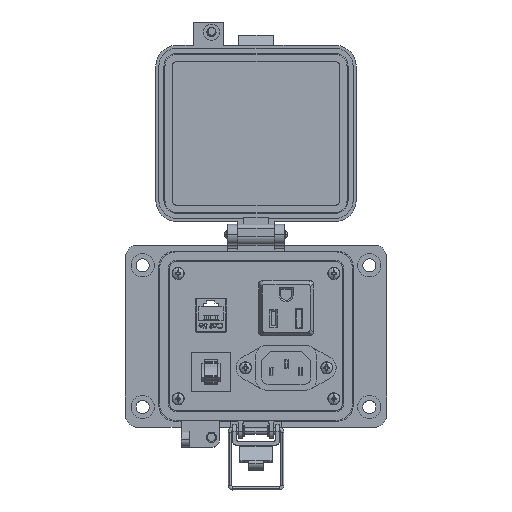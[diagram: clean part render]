
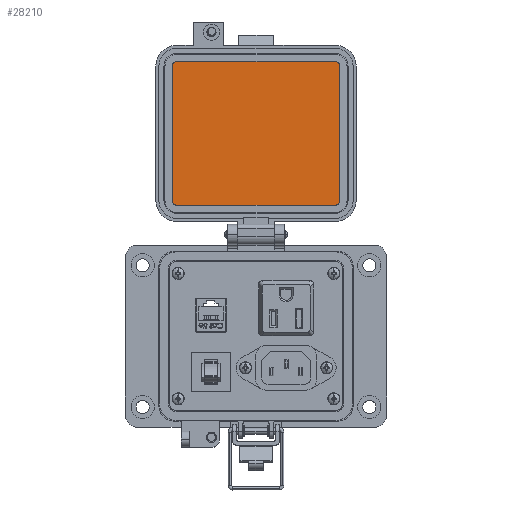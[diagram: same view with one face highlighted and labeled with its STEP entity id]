
A CAD part, top view. The second image highlights one B-rep face of the part: STEP entity #28210.
In plain terms, the highlighted planar face has unit normal (0, 0, 1).
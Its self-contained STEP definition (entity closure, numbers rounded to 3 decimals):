
#1972 = CARTESIAN_POINT ( 'NONE',  ( -3.279, 128.688, 19.202 ) ) ;
#2921 = VERTEX_POINT ( 'NONE', #34027 ) ;
#3914 = EDGE_CURVE ( 'NONE', #25180, #2921, #14377, .T. ) ;
#4046 = DIRECTION ( 'NONE',  ( 0., 1., 0. ) ) ;
#5522 = ORIENTED_EDGE ( 'NONE', *, *, #14950, .F. ) ;
#6023 = CIRCLE ( 'NONE', #34455, 2.299 ) ;
#7678 = AXIS2_PLACEMENT_3D ( 'NONE', #28082, #21541, #62818 ) ;
#8304 = CARTESIAN_POINT ( 'NONE',  ( 35.912, 60.004, 19.202 ) ) ;
#8335 = LINE ( 'NONE', #26889, #33835 ) ;
#9077 = PLANE ( 'NONE',  #70361 ) ;
#10243 = LINE ( 'NONE', #27644, #20177 ) ;
#10718 = CARTESIAN_POINT ( 'NONE',  ( -42.469, 126.389, 19.202 ) ) ;
#12545 = ORIENTED_EDGE ( 'NONE', *, *, #72319, .F. ) ;
#14377 = LINE ( 'NONE', #1972, #29333 ) ;
#14616 = EDGE_CURVE ( 'NONE', #26623, #25180, #38993, .T. ) ;
#14950 = EDGE_CURVE ( 'NONE', #38349, #32675, #8335, .T. ) ;
#15193 = LINE ( 'NONE', #32967, #45334 ) ;
#16031 = DIRECTION ( 'NONE',  ( 0., 0., 1. ) ) ;
#18253 = CIRCLE ( 'NONE', #37940, 2.299 ) ;
#18879 = CARTESIAN_POINT ( 'NONE',  ( 35.912, 57.705, 19.202 ) ) ;
#19402 = DIRECTION ( 'NONE',  ( 1., 0., 0. ) ) ;
#19414 = ORIENTED_EDGE ( 'NONE', *, *, #52749, .F. ) ;
#20177 = VECTOR ( 'NONE', #4046, 1000. ) ;
#20311 = DIRECTION ( 'NONE',  ( 0., -1., 0. ) ) ;
#21541 = DIRECTION ( 'NONE',  ( 0., 0., -1. ) ) ;
#25180 = VERTEX_POINT ( 'NONE', #34442 ) ;
#26340 = ORIENTED_EDGE ( 'NONE', *, *, #14616, .F. ) ;
#26623 = VERTEX_POINT ( 'NONE', #38275 ) ;
#26645 = CARTESIAN_POINT ( 'NONE',  ( 35.912, 126.389, 19.202 ) ) ;
#26889 = CARTESIAN_POINT ( 'NONE',  ( 38.212, 93.196, 19.202 ) ) ;
#27644 = CARTESIAN_POINT ( 'NONE',  ( -44.769, 93.196, 19.202 ) ) ;
#28082 = CARTESIAN_POINT ( 'NONE',  ( -42.469, 60.004, 19.202 ) ) ;
#28210 = ADVANCED_FACE ( 'NONE', ( #32664 ), #9077, .T. ) ;
#29333 = VECTOR ( 'NONE', #19402, 1000. ) ;
#30340 = EDGE_LOOP ( 'NONE', ( #42332, #5522, #72423, #71055, #26340, #19414, #59977, #12545 ) ) ;
#31934 = DIRECTION ( 'NONE',  ( 0., -1., 0. ) ) ;
#32664 = FACE_OUTER_BOUND ( 'NONE', #30340, .T. ) ;
#32675 = VERTEX_POINT ( 'NONE', #54820 ) ;
#32967 = CARTESIAN_POINT ( 'NONE',  ( -3.279, 57.705, 19.202 ) ) ;
#33835 = VECTOR ( 'NONE', #31934, 1000. ) ;
#34027 = CARTESIAN_POINT ( 'NONE',  ( 35.912, 128.688, 19.202 ) ) ;
#34442 = CARTESIAN_POINT ( 'NONE',  ( -42.469, 128.688, 19.202 ) ) ;
#34455 = AXIS2_PLACEMENT_3D ( 'NONE', #8304, #44597, #20311 ) ;
#37940 = AXIS2_PLACEMENT_3D ( 'NONE', #26645, #39012, #74437 ) ;
#38275 = CARTESIAN_POINT ( 'NONE',  ( -44.769, 126.389, 19.202 ) ) ;
#38349 = VERTEX_POINT ( 'NONE', #65872 ) ;
#38993 = CIRCLE ( 'NONE', #68514, 2.299 ) ;
#39012 = DIRECTION ( 'NONE',  ( 0., 0., -1. ) ) ;
#39592 = DIRECTION ( 'NONE',  ( -1., 0., 0. ) ) ;
#41718 = EDGE_CURVE ( 'NONE', #2921, #38349, #18253, .T. ) ;
#42332 = ORIENTED_EDGE ( 'NONE', *, *, #43626, .F. ) ;
#43626 = EDGE_CURVE ( 'NONE', #32675, #49488, #6023, .T. ) ;
#44597 = DIRECTION ( 'NONE',  ( 0., 0., -1. ) ) ;
#45334 = VECTOR ( 'NONE', #56454, 1000. ) ;
#48421 = CIRCLE ( 'NONE', #7678, 2.299 ) ;
#49488 = VERTEX_POINT ( 'NONE', #18879 ) ;
#51176 = EDGE_CURVE ( 'NONE', #63297, #72170, #48421, .T. ) ;
#52001 = DIRECTION ( 'NONE',  ( 0., -1., 0. ) ) ;
#52749 = EDGE_CURVE ( 'NONE', #72170, #26623, #10243, .T. ) ;
#52765 = DIRECTION ( 'NONE',  ( 0., 0., -1. ) ) ;
#54820 = CARTESIAN_POINT ( 'NONE',  ( 38.212, 60.004, 19.202 ) ) ;
#56454 = DIRECTION ( 'NONE',  ( -1., 0., 0. ) ) ;
#59968 = CARTESIAN_POINT ( 'NONE',  ( -44.769, 60.004, 19.202 ) ) ;
#59977 = ORIENTED_EDGE ( 'NONE', *, *, #51176, .F. ) ;
#62818 = DIRECTION ( 'NONE',  ( 1., 0., 0. ) ) ;
#63297 = VERTEX_POINT ( 'NONE', #63433 ) ;
#63433 = CARTESIAN_POINT ( 'NONE',  ( -42.469, 57.705, 19.202 ) ) ;
#65872 = CARTESIAN_POINT ( 'NONE',  ( 38.212, 126.389, 19.202 ) ) ;
#68514 = AXIS2_PLACEMENT_3D ( 'NONE', #10718, #52765, #52001 ) ;
#68872 = CARTESIAN_POINT ( 'NONE',  ( 39.871, 130.108, 19.202 ) ) ;
#70361 = AXIS2_PLACEMENT_3D ( 'NONE', #68872, #16031, #39592 ) ;
#71055 = ORIENTED_EDGE ( 'NONE', *, *, #3914, .F. ) ;
#72170 = VERTEX_POINT ( 'NONE', #59968 ) ;
#72319 = EDGE_CURVE ( 'NONE', #49488, #63297, #15193, .T. ) ;
#72423 = ORIENTED_EDGE ( 'NONE', *, *, #41718, .F. ) ;
#74437 = DIRECTION ( 'NONE',  ( 1., 0., 0. ) ) ;
